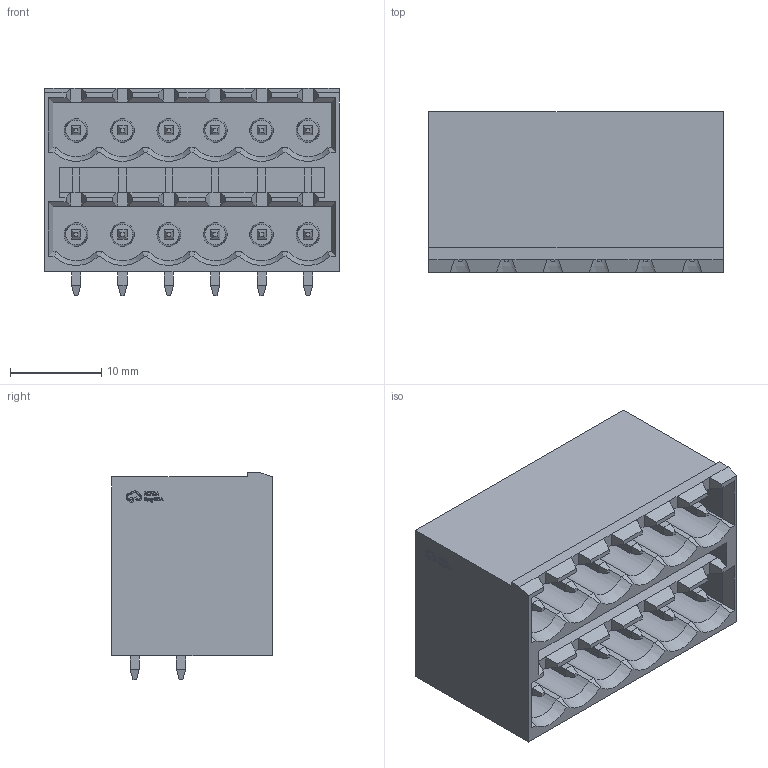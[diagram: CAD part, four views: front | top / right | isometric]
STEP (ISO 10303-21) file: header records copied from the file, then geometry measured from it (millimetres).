
FILE_DESCRIPTION (( 'STEP AP214' ), '1' );
FILE_NAME ('CONN-TH_12P-P5.08_KEFA_KF2EDGKRCH-5.08-2X6P.STEP', '2023-03-02T12:07:16', ( '' ), ( '' ), 'SwSTEP 2.0', 'SolidWorks 2020', '' );
FILE_SCHEMA (( 'AUTOMOTIVE_DESIGN' ));
Length unit declared in the file: millimetre
Products named in the file (1): CONN-TH_12P-P5.08_KEFA_KF2EDGKRCH-5.08-2X6P
Bounding box: 32.29 x 17.6 x 22.7 mm (x, y, z)
Volume: 7339.5 mm3; surface area: 5924.3 mm2
Topology: 1 solids, 1 shells, 651 faces, 1603 edges, 1010 vertices
Faces by surface type: plane 505, bspline 98, cone 36, cylinder 12
Entity records: 24090 total; most frequent: CARTESIAN_POINT 4647, ORIENTED_EDGE 3206, DIRECTION 2571, EDGE_CURVE 1603, VECTOR 1295, LINE 1295, VERTEX_POINT 1010, EDGE_LOOP 707
